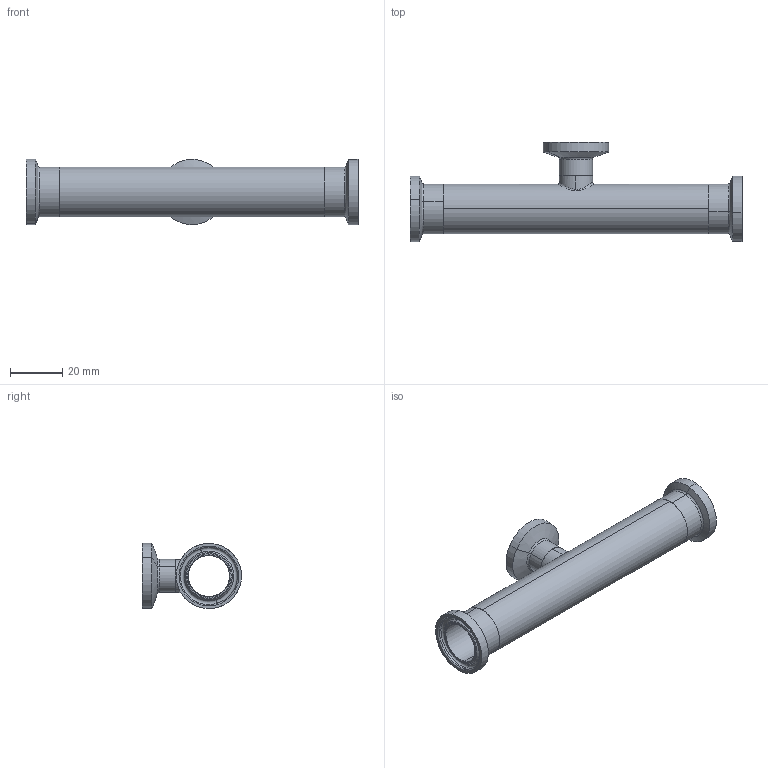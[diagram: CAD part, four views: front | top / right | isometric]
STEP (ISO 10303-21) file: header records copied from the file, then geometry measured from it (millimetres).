
FILE_DESCRIPTION (( 'STEP AP214' ), '1' );
FILE_NAME ('DT20 19.05x12.7.STEP', '2014-02-12T07:26:38', ( '' ), ( '' ), 'SwSTEP 2.0', 'SolidWorks 2013', '' );
FILE_SCHEMA (( 'AUTOMOTIVE_DESIGN' ));
Length unit declared in the file: inch
Products named in the file (4): DT20 19.05x12.7; 14 12.7; DT14 19.05x12.7; 20 19.05
Assembly tree (4 placements, depth 2):
  DT20 19.05x12.7
    DT14 19.05x12.7
    14 12.7
    20 19.05  x2
Bounding box: 127 x 37.88 x 24.96 mm (x, y, z)
Volume: 14723.7 mm3; surface area: 17547.8 mm2
Topology: 4 solids, 4 shells, 90 faces, 186 edges, 108 vertices
Faces by surface type: cylinder 32, torus 30, plane 12, cone 12, bspline 4
Entity records: 2831 total; most frequent: CARTESIAN_POINT 1215, DIRECTION 352, ORIENTED_EDGE 272, AXIS2_PLACEMENT_3D 160, EDGE_CURVE 136, CIRCLE 92, VERTEX_POINT 80, EDGE_LOOP 76
